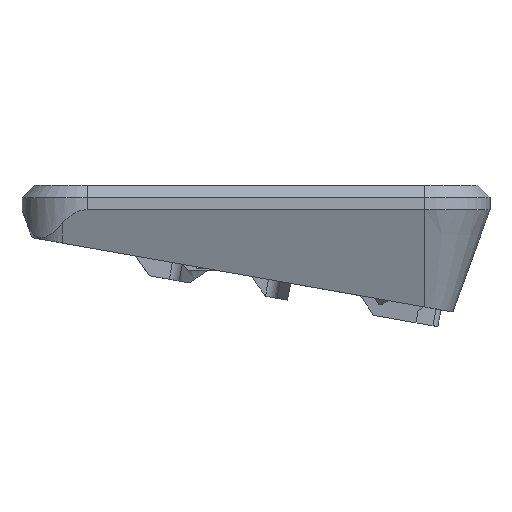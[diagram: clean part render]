
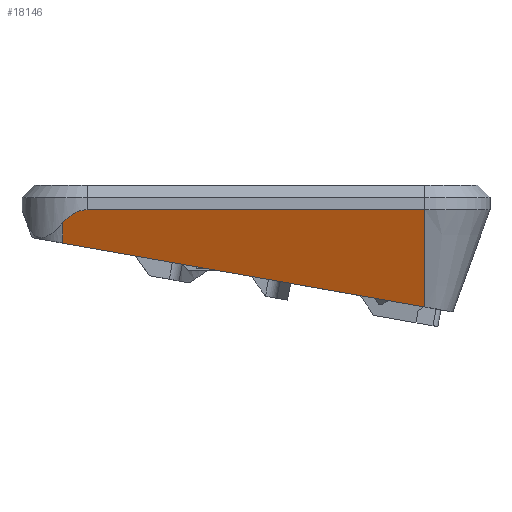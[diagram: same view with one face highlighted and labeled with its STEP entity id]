
A CAD part, front view. The second image highlights one B-rep face of the part: STEP entity #18146.
In plain terms, the highlighted planar face has unit normal (0, -0.94, -0.342).
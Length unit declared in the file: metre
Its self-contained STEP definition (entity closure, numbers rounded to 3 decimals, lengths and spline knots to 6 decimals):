
#845=LINE('',#26631,#2602);
#1309=LINE('',#28291,#3066);
#1310=LINE('',#28293,#3067);
#1311=LINE('',#28297,#3068);
#2602=VECTOR('',#20992,1.);
#3066=VECTOR('',#22356,1.);
#3067=VECTOR('',#22357,1.);
#3068=VECTOR('',#22360,1.);
#4332=ELLIPSE('',#19517,0.046781,0.016);
#5786=ORIENTED_EDGE('',*,*,#10866,.T.);
#5787=ORIENTED_EDGE('',*,*,#10867,.F.);
#5788=ORIENTED_EDGE('',*,*,#10868,.F.);
#5789=ORIENTED_EDGE('',*,*,#10869,.T.);
#5790=ORIENTED_EDGE('',*,*,#10126,.F.);
#10126=EDGE_CURVE('',#12837,#12838,#845,.T.);
#10866=EDGE_CURVE('',#12837,#13378,#1309,.T.);
#10867=EDGE_CURVE('',#13379,#13378,#1310,.T.);
#10868=EDGE_CURVE('',#13380,#13379,#4332,.F.);
#10869=EDGE_CURVE('',#13380,#12838,#1311,.T.);
#12837=VERTEX_POINT('',#26630);
#12838=VERTEX_POINT('',#26632);
#13378=VERTEX_POINT('',#28292);
#13379=VERTEX_POINT('',#28294);
#13380=VERTEX_POINT('',#28296);
#15192=EDGE_LOOP('',(#5786,#5787,#5788,#5789,#5790));
#16413=FACE_BOUND('',#15192,.T.);
#17508=PLANE('',#19516);
#18146=ADVANCED_FACE('',(#16413),#17508,.T.);
#19516=AXIS2_PLACEMENT_3D('',#28290,#22354,#22355);
#19517=AXIS2_PLACEMENT_3D('',#28295,#22358,#22359);
#20992=DIRECTION('',(-0.983,-0.063,0.173));
#22354=DIRECTION('',(0.,-0.94,-0.342));
#22355=DIRECTION('',(1.,0.,0.));
#22356=DIRECTION('',(0.,-0.342,0.94));
#22357=DIRECTION('',(1.,0.,0.));
#22358=DIRECTION('',(0.,-0.94,-0.342));
#22359=DIRECTION('',(0.,0.342,-0.94));
#22360=DIRECTION('',(0.,0.342,-0.94));
#26630=CARTESIAN_POINT('',(0.0751,-0.044647,-0.000285));
#26631=CARTESIAN_POINT('',(0.03803,-0.047026,0.006251));
#26632=CARTESIAN_POINT('',(-0.0139,-0.050358,0.015408));
#28290=CARTESIAN_POINT('',(0.0381,-0.047153,0.0066));
#28291=CARTESIAN_POINT('',(0.0751,-0.047153,0.0066));
#28292=CARTESIAN_POINT('',(0.0751,-0.05334,0.0236));
#28293=CARTESIAN_POINT('',(0.0751,-0.05334,0.0236));
#28294=CARTESIAN_POINT('',(-0.0079,-0.05334,0.0236));
#28295=CARTESIAN_POINT('',(-0.0079,-0.03734,-0.02036));
#28296=CARTESIAN_POINT('',(-0.0139,-0.052172,0.020392));
#28297=CARTESIAN_POINT('',(-0.0139,-0.05334,0.0236));
